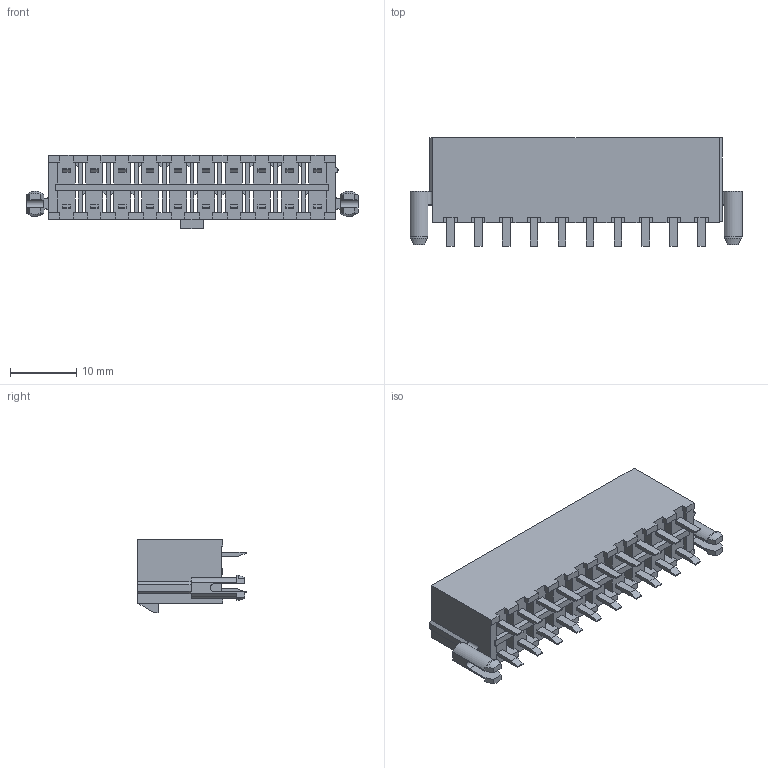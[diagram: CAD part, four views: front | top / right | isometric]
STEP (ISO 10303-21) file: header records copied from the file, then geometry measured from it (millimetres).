
FILE_DESCRIPTION((''),'2;1');
FILE_NAME('039289208','2015-02-16T',('me'),(''),'PRO/ENGINEER BY PARAMETRIC TECHNOLOGY CORPORATION, 2011490','PRO/ENGINEER BY PARAMETRIC TECHNOLOGY CORPORATION, 2011490','');
FILE_SCHEMA(('CONFIG_CONTROL_DESIGN'));
Length unit declared in the file: millimetre
Products named in the file (1): 039289208
Bounding box: 49.98 x 16.3 x 11 mm (x, y, z)
Volume: 2841 mm3; surface area: 6321.7 mm2
Topology: 1 solids, 1 shells, 608 faces, 1865 edges, 1250 vertices
Faces by surface type: plane 589, cylinder 15, cone 4
Entity records: 20568 total; most frequent: CARTESIAN_POINT 3724, ORIENTED_EDGE 3638, DIRECTION 3145, EDGE_CURVE 1819, VECTOR 1771, LINE 1771, VERTEX_POINT 1202, AXIS2_PLACEMENT_3D 687
